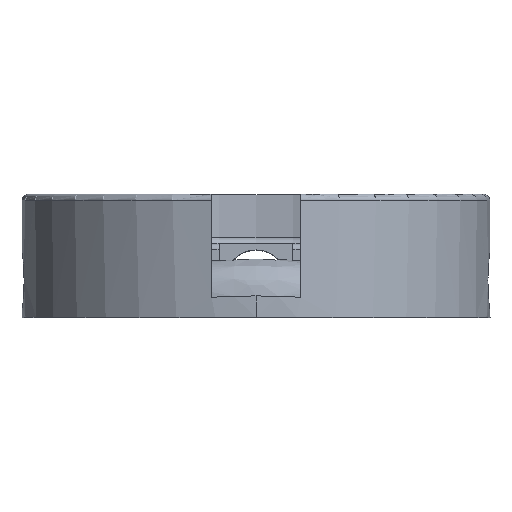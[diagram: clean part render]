
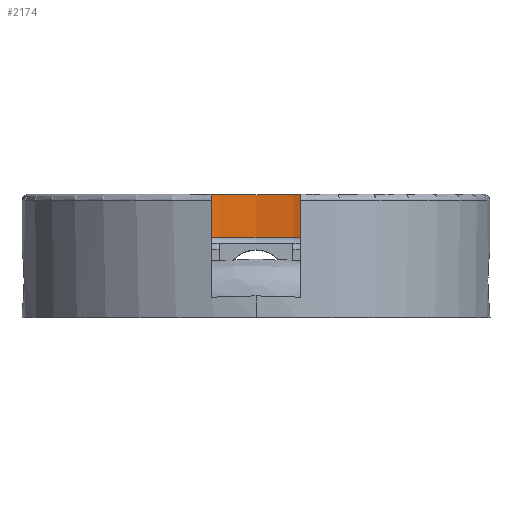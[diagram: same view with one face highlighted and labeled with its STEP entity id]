
A CAD part, top view. The second image highlights one B-rep face of the part: STEP entity #2174.
In plain terms, the highlighted cylindrical face has radius 17.5 mm (diameter 35 mm), a partial arc.
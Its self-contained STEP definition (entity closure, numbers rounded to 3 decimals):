
#120 = CARTESIAN_POINT ( 'NONE',  ( -3.986, 6., 17.04 ) ) ;
#169 = CYLINDRICAL_SURFACE ( 'NONE', #1142, 17.5 ) ;
#181 = CARTESIAN_POINT ( 'NONE',  ( -3.986, 6.5, 17.04 ) ) ;
#274 = DIRECTION ( 'NONE',  ( 0., 1., 0. ) ) ;
#328 = EDGE_CURVE ( 'NONE', #649, #2221, #1917, .T. ) ;
#331 = DIRECTION ( 'NONE',  ( 0., 1., 0. ) ) ;
#365 = EDGE_CURVE ( 'NONE', #2221, #565, #812, .T. ) ;
#385 = VECTOR ( 'NONE', #274, 1000. ) ;
#461 = CARTESIAN_POINT ( 'NONE',  ( 3.986, 6., 17.04 ) ) ;
#471 = ORIENTED_EDGE ( 'NONE', *, *, #1060, .T. ) ;
#534 = CARTESIAN_POINT ( 'NONE',  ( -3.986, 10., 17.04 ) ) ;
#565 = VERTEX_POINT ( 'NONE', #2417 ) ;
#649 = VERTEX_POINT ( 'NONE', #181 ) ;
#812 = LINE ( 'NONE', #461, #385 ) ;
#908 = DIRECTION ( 'NONE',  ( 0., -1., 0. ) ) ;
#921 = AXIS2_PLACEMENT_3D ( 'NONE', #1317, #331, #1125 ) ;
#924 = AXIS2_PLACEMENT_3D ( 'NONE', #1208, #1405, #1454 ) ;
#997 = VECTOR ( 'NONE', #908, 1000. ) ;
#1060 = EDGE_CURVE ( 'NONE', #2484, #649, #1892, .T. ) ;
#1125 = DIRECTION ( 'NONE',  ( 0., 0., 1. ) ) ;
#1142 = AXIS2_PLACEMENT_3D ( 'NONE', #2543, #2149, #1221 ) ;
#1176 = ORIENTED_EDGE ( 'NONE', *, *, #365, .T. ) ;
#1208 = CARTESIAN_POINT ( 'NONE',  ( 0., 6.5, 0. ) ) ;
#1221 = DIRECTION ( 'NONE',  ( 0., 0., 1. ) ) ;
#1317 = CARTESIAN_POINT ( 'NONE',  ( 0., 10., 0. ) ) ;
#1378 = ORIENTED_EDGE ( 'NONE', *, *, #2082, .T. ) ;
#1405 = DIRECTION ( 'NONE',  ( 0., -1., 0. ) ) ;
#1454 = DIRECTION ( 'NONE',  ( 0., 0., 1. ) ) ;
#1622 = FACE_OUTER_BOUND ( 'NONE', #2056, .T. ) ;
#1833 = CARTESIAN_POINT ( 'NONE',  ( 3.986, 6.5, 17.04 ) ) ;
#1892 = LINE ( 'NONE', #120, #997 ) ;
#1917 = CIRCLE ( 'NONE', #924, 17.5 ) ;
#2036 = CIRCLE ( 'NONE', #921, 17.5 ) ;
#2056 = EDGE_LOOP ( 'NONE', ( #2262, #1176, #1378, #471 ) ) ;
#2082 = EDGE_CURVE ( 'NONE', #565, #2484, #2036, .T. ) ;
#2149 = DIRECTION ( 'NONE',  ( 0., 1., 0. ) ) ;
#2174 = ADVANCED_FACE ( 'NONE', ( #1622 ), #169, .F. ) ;
#2221 = VERTEX_POINT ( 'NONE', #1833 ) ;
#2262 = ORIENTED_EDGE ( 'NONE', *, *, #328, .T. ) ;
#2417 = CARTESIAN_POINT ( 'NONE',  ( 3.986, 10., 17.04 ) ) ;
#2484 = VERTEX_POINT ( 'NONE', #534 ) ;
#2543 = CARTESIAN_POINT ( 'NONE',  ( 0., 6., 0. ) ) ;
